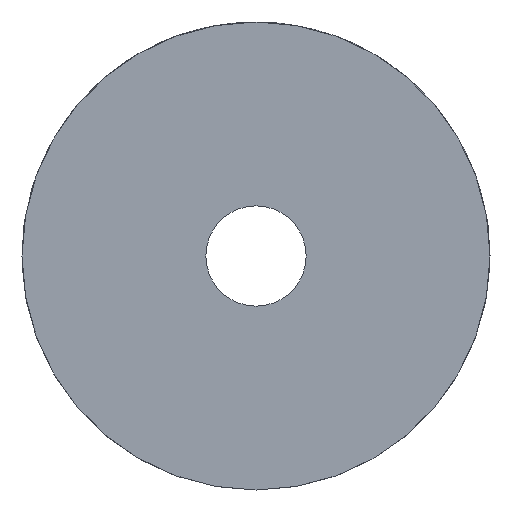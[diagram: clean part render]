
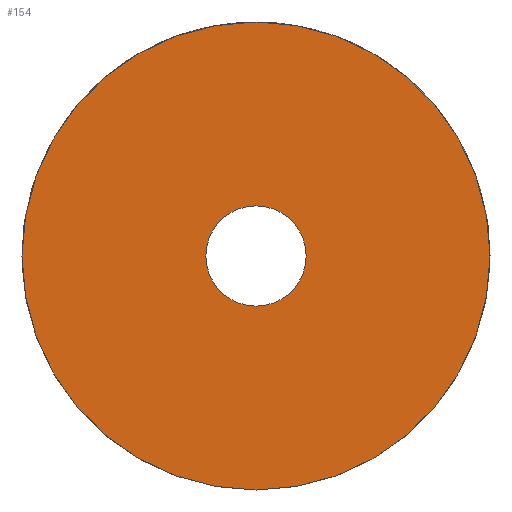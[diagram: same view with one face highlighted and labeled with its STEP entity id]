
A CAD part, left-side view. The second image highlights one B-rep face of the part: STEP entity #154.
In plain terms, the highlighted planar face has unit normal (-1, 0, 0).
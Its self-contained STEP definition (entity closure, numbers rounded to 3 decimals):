
#154 = ADVANCED_FACE( '', ( #345, #346 ), #347, .F. );
#345 = FACE_OUTER_BOUND( '', #572, .T. );
#346 = FACE_BOUND( '', #573, .T. );
#347 = PLANE( '', #574 );
#572 = EDGE_LOOP( '', ( #961 ) );
#573 = EDGE_LOOP( '', ( #962 ) );
#574 = AXIS2_PLACEMENT_3D( '', #963, #964, #965 );
#961 = ORIENTED_EDGE( '', *, *, #1271, .F. );
#962 = ORIENTED_EDGE( '', *, *, #1375, .T. );
#963 = CARTESIAN_POINT( '', ( 0., 0., 0. ) );
#964 = DIRECTION( '', ( 1., 0., 0. ) );
#965 = DIRECTION( '', ( 0., 0., -1. ) );
#1271 = EDGE_CURVE( '', #1493, #1493, #1494, .T. );
#1375 = EDGE_CURVE( '', #1639, #1639, #1640, .T. );
#1493 = VERTEX_POINT( '', #1767 );
#1494 = CIRCLE( '', #1768, 14. );
#1639 = VERTEX_POINT( '', #1929 );
#1640 = CIRCLE( '', #1930, 3. );
#1767 = CARTESIAN_POINT( '', ( 0., 0., -14. ) );
#1768 = AXIS2_PLACEMENT_3D( '', #2064, #2065, #2066 );
#1929 = CARTESIAN_POINT( '', ( 0., 0., -3. ) );
#1930 = AXIS2_PLACEMENT_3D( '', #2281, #2282, #2283 );
#2064 = CARTESIAN_POINT( '', ( 0., 0., 0. ) );
#2065 = DIRECTION( '', ( 1., 0., 0. ) );
#2066 = DIRECTION( '', ( 0., 0., -1. ) );
#2281 = CARTESIAN_POINT( '', ( 0., 0., 0. ) );
#2282 = DIRECTION( '', ( 1., 0., 0. ) );
#2283 = DIRECTION( '', ( 0., 0., -1. ) );
